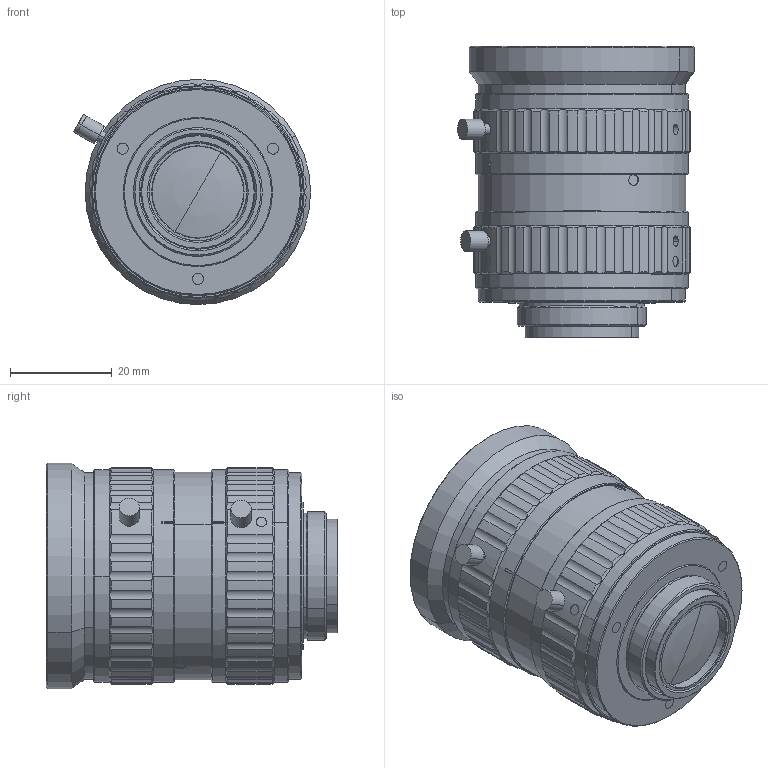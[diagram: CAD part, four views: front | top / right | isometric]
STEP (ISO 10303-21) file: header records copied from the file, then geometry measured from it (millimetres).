
FILE_DESCRIPTION(('FreeCAD Model'),'2;1');
FILE_NAME('Open CASCADE Shape Model','2025-01-21T16:13:45',('Author'),( ''),'Open CASCADE STEP processor 7.8','FreeCAD','Unknown');
FILE_SCHEMA(('AUTOMOTIVE_DESIGN { 1 0 10303 214 1 1 1 1 }'));
Length unit declared in the file: millimetre
Products named in the file (23): VA-LCM-25MP-35MM-F2.8-110; MSBR-52; MSBR-51; MSBR-50; MSBR-49; MSBR-48; MSBR-47; MSBR-46; MSBR-37; MSBR-36; MSBR-35; MSBR-34; MSBR-19; MSBR-18; MSBR-16; MSBR-15; MSBR-14; MSBR-12; MSBR-9; MSBR-6; MSBR-3; MSBR-2; MSBR-1
Assembly tree (22 placements, depth 2):
  VA-LCM-25MP-35MM-F2.8-110
    MSBR-52
    MSBR-51
    MSBR-50
    MSBR-49
    MSBR-48
    MSBR-47
    MSBR-46
    MSBR-37
    MSBR-36
    MSBR-35
    MSBR-34
    MSBR-19
    MSBR-18
    MSBR-16
    MSBR-15
    MSBR-14
    MSBR-12
    MSBR-9
    MSBR-6
    MSBR-3
    MSBR-2
    MSBR-1
Bounding box: 46.71 x 57.46 x 44.4 mm (x, y, z)
Volume: 34251.8 mm3; surface area: 41599.3 mm2
Topology: 22 solids, 22 shells, 782 faces, 1953 edges, 1268 vertices
Faces by surface type: cylinder 450, plane 160, cone 137, bspline 27, sphere 8
Entity records: 34172 total; most frequent: CARTESIAN_POINT 14924, DIRECTION 3906, ORIENTED_EDGE 3890, EDGE_CURVE 1945, AXIS2_PLACEMENT_3D 1600, VERTEX_POINT 1268, FACE_BOUND 919, EDGE_LOOP 919
